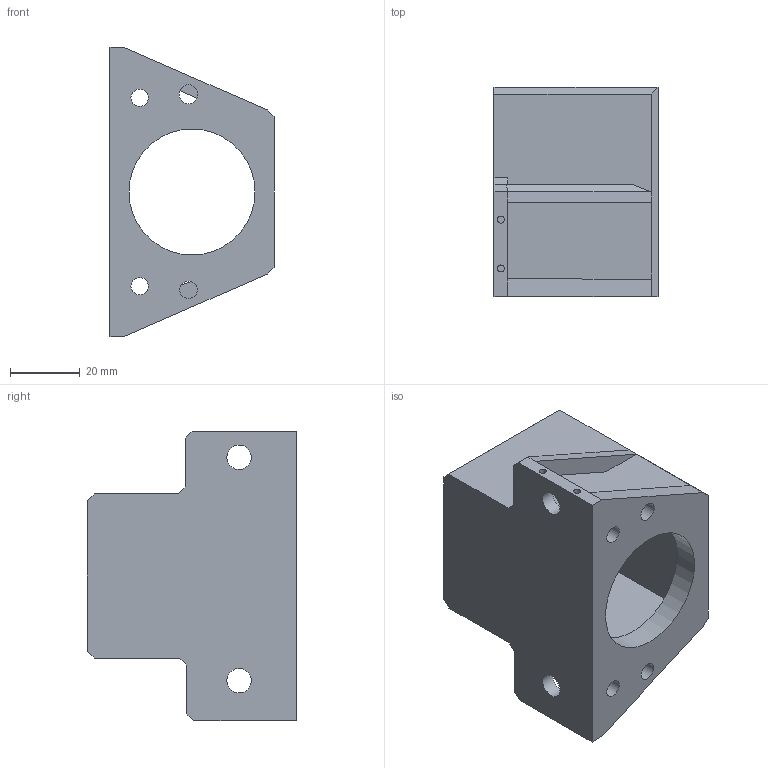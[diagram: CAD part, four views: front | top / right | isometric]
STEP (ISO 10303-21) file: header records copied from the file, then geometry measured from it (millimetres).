
FILE_DESCRIPTION(/* description */ (''),/* implementation_level */ '2;1');
FILE_NAME(/* name */ 'Motor Container.step',/* time_stamp */ '2021-07-27T21:18:52-04:00',/* author */ (''),/* organization */ (''),/* preprocessor_version */ 'ST-DEVELOPER v18.1',/* originating_system */ 'Autodesk Translation Framework v10.9.0.1377',/* authorisation */ '');
FILE_SCHEMA (('AUTOMOTIVE_DESIGN { 1 0 10303 214 3 1 1 }'));
Length unit declared in the file: millimetre
Products named in the file (1): Motor Container
Bounding box: 47 x 60 x 83 mm (x, y, z)
Volume: 36135.6 mm3; surface area: 28593.4 mm2
Topology: 1 solids, 1 shells, 49 faces, 131 edges, 82 vertices
Faces by surface type: plane 40, cylinder 9
Full cylindrical faces by diameter (mm): 2 x2, 5 x3, 5.4 x1, 7 x2, 36.1 x1
Entity records: 1571 total; most frequent: CARTESIAN_POINT 263, ORIENTED_EDGE 262, DIRECTION 249, EDGE_CURVE 131, LINE 113, VECTOR 113, VERTEX_POINT 82, AXIS2_PLACEMENT_3D 68
